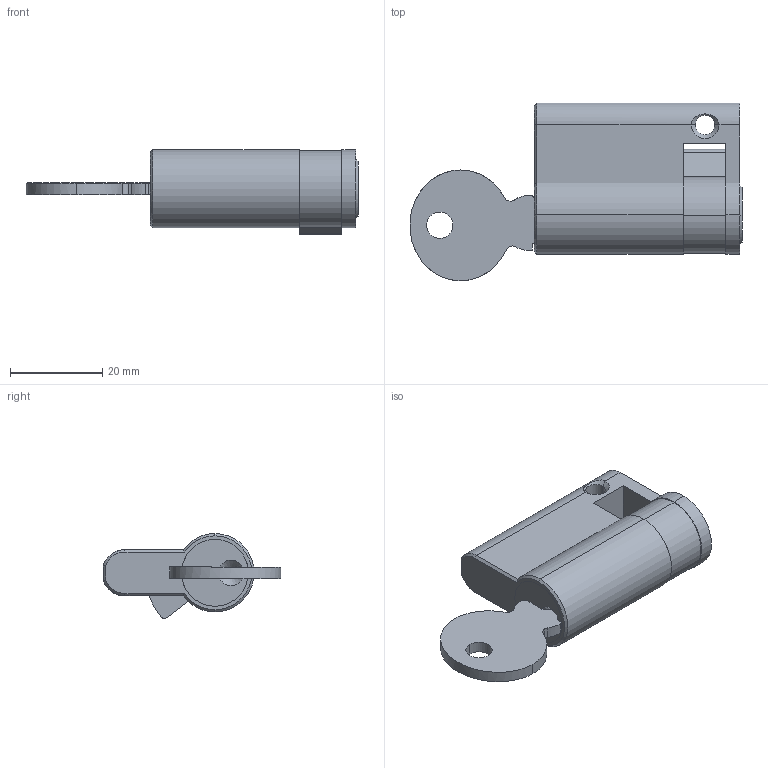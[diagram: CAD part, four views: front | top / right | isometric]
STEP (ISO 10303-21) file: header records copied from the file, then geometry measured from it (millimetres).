
FILE_DESCRIPTION (( 'STEP AP214' ), '1' );
FILE_NAME ('lock_6-pin_assembly_eg_less_one.STEP', '2016-12-18T21:18:46', ( '' ), ( '' ), 'SwSTEP 2.0', 'SolidWorks 2015', '' );
FILE_SCHEMA (( 'AUTOMOTIVE_DESIGN' ));
Length unit declared in the file: millimetre
Products named in the file (17): upper_half_pin_y_cut_depth_4; upper_half_pin_y_cut_depth_2; cylinder_d_six-pair_of_pins; lock_6-pin_assembly_eg_less_one; core_6-pin_with_key_g; key_f; core_6-pin_sub-assembly_cxxxxxx; lower_half_pin_x-depth_3; lower_half_pin_x-depth_1; lower_half_pin_x-depth_5; lower_half_pin_x-depth_4; lower_half_pin_x-depth_2; core_c_six-pair_of_pins; cylinder_6-pin_sub-assembly_e; upper_half_pin_y_cut_depth_3; upper_half_pin_y_cut_depth_1; upper_half_pin_y_cut_depth_5
Assembly tree (16 placements, depth 4):
  lock_6-pin_assembly_eg_less_one
    cylinder_6-pin_sub-assembly_e
      cylinder_d_six-pair_of_pins
      upper_half_pin_y_cut_depth_2
      upper_half_pin_y_cut_depth_4
      upper_half_pin_y_cut_depth_5
      upper_half_pin_y_cut_depth_1
      upper_half_pin_y_cut_depth_3
    core_6-pin_with_key_g
      core_6-pin_sub-assembly_cxxxxxx
        core_c_six-pair_of_pins
        lower_half_pin_x-depth_2
        lower_half_pin_x-depth_4
        lower_half_pin_x-depth_5
        lower_half_pin_x-depth_1
        lower_half_pin_x-depth_3
      key_f
Bounding box: 71.96 x 38.45 x 18.4 mm (x, y, z)
Volume: 17205.1 mm3; surface area: 12107.4 mm2
Topology: 13 solids, 13 shells, 175 faces, 418 edges, 270 vertices
Faces by surface type: cylinder 78, plane 61, cone 23, bspline 13
Entity records: 8334 total; most frequent: CARTESIAN_POINT 1598, DIRECTION 918, ORIENTED_EDGE 836, EDGE_CURVE 418, AXIS2_PLACEMENT_3D 354, VERTEX_POINT 270, UNCERTAINTY_MEASURE_WITH_UNIT 218, LINE 210
